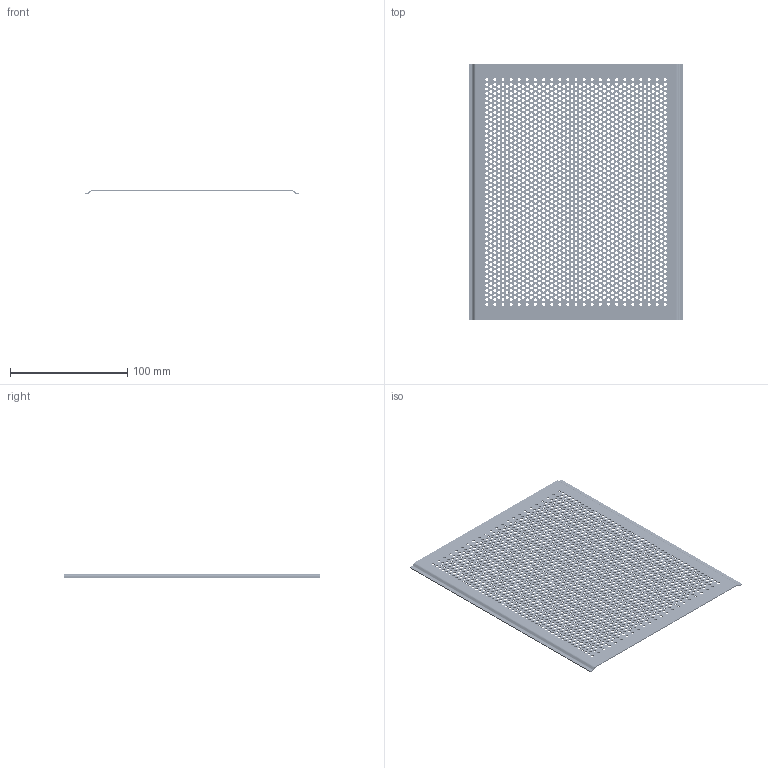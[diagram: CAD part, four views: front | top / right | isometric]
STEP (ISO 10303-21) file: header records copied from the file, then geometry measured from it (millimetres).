
FILE_DESCRIPTION((''),'2;1');
FILE_NAME('54918421_ADG_18042-L.stp','2012-09-04T09:41:39',('Watermann'),(''),'Autodesk Inventor 2013','Autodesk Inventor 2013','');
FILE_SCHEMA(('AUTOMOTIVE_DESIGN { 1 0 10303 214 1 1 1 1 }'));
Length unit declared in the file: millimetre
Products named in the file (1): ADG_18042-L_3D
Bounding box: 183 x 218 x 3 mm (x, y, z)
Volume: 29699.1 mm3; surface area: 77002.7 mm2
Topology: 1 solids, 1 shells, 2177 faces, 8632 edges, 6457 vertices
Faces by surface type: cylinder 2147, plane 30
Full cylindrical faces by diameter (mm): 2.5 x2139
Entity records: 73692 total; most frequent: DIRECTION 13004, CARTESIAN_POINT 10850, ORIENTED_EDGE 8708, EDGE_LOOP 8594, AXIS2_PLACEMENT_3D 6472, FACE_BOUND 6417, EDGE_CURVE 4354, VERTEX_POINT 4318
